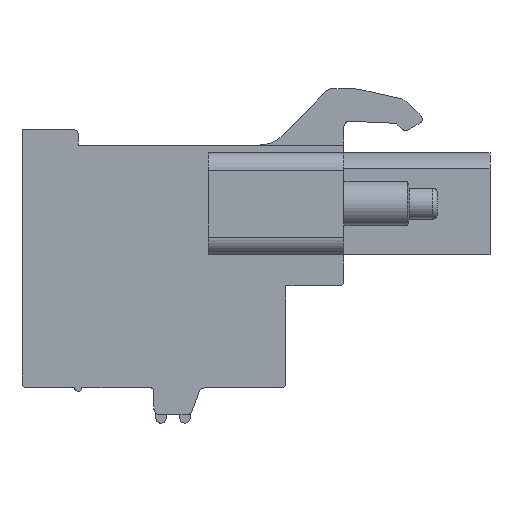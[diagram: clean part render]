
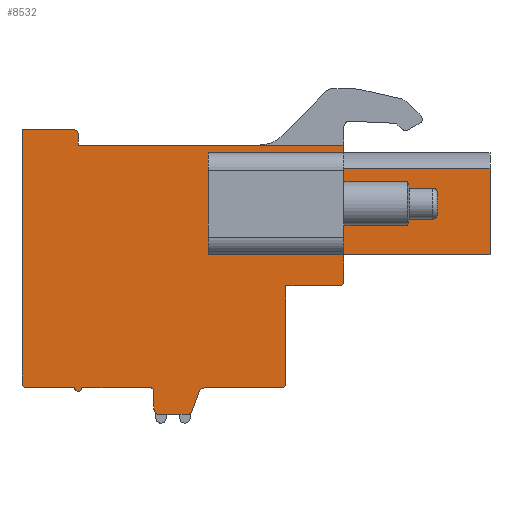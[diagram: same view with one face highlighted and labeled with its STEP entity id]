
A CAD part, left-side view. The second image highlights one B-rep face of the part: STEP entity #8532.
In plain terms, the highlighted planar face has unit normal (-1, 0, 0).
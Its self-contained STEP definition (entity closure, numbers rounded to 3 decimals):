
#1=DIRECTION('',(0.,-1.,0.));
#2=VECTOR('',#1,6.1);
#3=CARTESIAN_POINT('',(0.,2.04,0.73));
#4=LINE('',#3,#2);
#5=DIRECTION('',(0.,0.,1.));
#6=VECTOR('',#5,5.8);
#7=CARTESIAN_POINT('',(0.,-4.06,0.73));
#8=LINE('',#7,#6);
#9=DIRECTION('',(0.,1.,0.));
#10=VECTOR('',#9,6.1);
#11=CARTESIAN_POINT('',(0.,-4.06,6.53));
#12=LINE('',#11,#10);
#13=CARTESIAN_POINT('',(0.,-2.06,-6.54));
#14=DIRECTION('',(1.,0.,0.));
#15=DIRECTION('',(0.,-1.,0.));
#16=AXIS2_PLACEMENT_3D('',#13,#14,#15);
#18=DIRECTION('',(0.,1.,0.));
#19=VECTOR('',#18,4.34);
#20=CARTESIAN_POINT('',(0.,-2.06,-6.84));
#21=LINE('',#20,#19);
#22=CARTESIAN_POINT('',(0.,2.28,-7.14));
#23=DIRECTION('',(-1.,0.,0.));
#24=DIRECTION('',(0.,0.,1.));
#25=AXIS2_PLACEMENT_3D('',#22,#23,#24);
#27=DIRECTION('',(0.,0.345,-0.939));
#28=VECTOR('',#27,1.179);
#29=CARTESIAN_POINT('',(0.,2.562,-7.037));
#30=LINE('',#29,#28);
#31=CARTESIAN_POINT('',(0.,3.25,-8.04));
#32=DIRECTION('',(1.,0.,0.));
#33=DIRECTION('',(0.,-0.939,-0.345));
#34=AXIS2_PLACEMENT_3D('',#31,#32,#33);
#36=DIRECTION('',(0.,1.,0.));
#37=VECTOR('',#36,1.59);
#38=CARTESIAN_POINT('',(0.,3.25,-8.34));
#39=LINE('',#38,#37);
#40=CARTESIAN_POINT('',(0.,4.84,-8.04));
#41=DIRECTION('',(1.,0.,0.));
#42=DIRECTION('',(0.,0.,-1.));
#43=AXIS2_PLACEMENT_3D('',#40,#41,#42);
#45=DIRECTION('',(0.,0.,1.));
#46=VECTOR('',#45,1.);
#47=CARTESIAN_POINT('',(0.,5.14,-8.04));
#48=LINE('',#47,#46);
#49=CARTESIAN_POINT('',(0.,5.34,-7.04));
#50=DIRECTION('',(-1.,0.,0.));
#51=DIRECTION('',(0.,-1.,0.));
#52=AXIS2_PLACEMENT_3D('',#49,#50,#51);
#54=DIRECTION('',(0.,1.,0.));
#55=VECTOR('',#54,3.9);
#56=CARTESIAN_POINT('',(0.,5.34,-6.84));
#57=LINE('',#56,#55);
#58=CARTESIAN_POINT('',(0.,9.44,-6.84));
#59=DIRECTION('',(1.,0.,0.));
#60=DIRECTION('',(0.,-1.,0.));
#61=AXIS2_PLACEMENT_3D('',#58,#59,#60);
#63=DIRECTION('',(0.,1.,0.));
#64=VECTOR('',#63,2.7);
#65=CARTESIAN_POINT('',(0.,9.64,-6.84));
#66=LINE('',#65,#64);
#67=CARTESIAN_POINT('',(0.,12.34,-6.54));
#68=DIRECTION('',(1.,0.,0.));
#69=DIRECTION('',(0.,0.,-1.));
#70=AXIS2_PLACEMENT_3D('',#67,#68,#69);
#72=DIRECTION('',(0.,0.,1.));
#73=VECTOR('',#72,0.5);
#74=CARTESIAN_POINT('',(0.,12.64,-6.54));
#75=LINE('',#74,#73);
#76=DIRECTION('',(0.,0.,1.));
#77=VECTOR('',#76,13.9);
#78=CARTESIAN_POINT('',(0.,12.64,-6.04));
#79=LINE('',#78,#77);
#80=DIRECTION('',(0.,-1.,0.));
#81=VECTOR('',#80,2.9);
#82=CARTESIAN_POINT('',(0.,12.64,7.86));
#83=LINE('',#82,#81);
#84=CARTESIAN_POINT('',(0.,9.74,7.56));
#85=DIRECTION('',(1.,0.,0.));
#86=DIRECTION('',(0.,0.,1.));
#87=AXIS2_PLACEMENT_3D('',#84,#85,#86);
#89=DIRECTION('',(0.,0.,-1.));
#90=VECTOR('',#89,0.6);
#91=CARTESIAN_POINT('',(0.,9.44,7.56));
#92=LINE('',#91,#90);
#93=DIRECTION('',(0.,-1.,0.));
#94=VECTOR('',#93,15.1);
#95=CARTESIAN_POINT('',(0.,9.44,6.96));
#96=LINE('',#95,#94);
#97=DIRECTION('',(0.,0.,-1.));
#98=VECTOR('',#97,1.325);
#99=CARTESIAN_POINT('',(0.,-5.66,6.96));
#100=LINE('',#99,#98);
#101=DIRECTION('',(0.,1.,0.));
#102=VECTOR('',#101,8.3);
#103=CARTESIAN_POINT('',(0.,-13.96,5.635));
#104=LINE('',#103,#102);
#105=DIRECTION('',(0.,1.,0.));
#106=VECTOR('',#105,8.3);
#107=CARTESIAN_POINT('',(0.,-13.96,0.73));
#108=LINE('',#107,#106);
#109=DIRECTION('',(0.,0.,-1.));
#110=VECTOR('',#109,1.47);
#111=CARTESIAN_POINT('',(0.,-5.66,0.73));
#112=LINE('',#111,#110);
#113=CARTESIAN_POINT('',(0.,-5.36,-0.74));
#114=DIRECTION('',(-1.,0.,0.));
#115=DIRECTION('',(0.,0.,-1.));
#116=AXIS2_PLACEMENT_3D('',#113,#114,#115);
#313=DIRECTION('',(0.,0.,1.));
#314=VECTOR('',#313,5.8);
#315=CARTESIAN_POINT('',(0.,2.04,0.73));
#316=LINE('',#315,#314);
#650=DIRECTION('',(0.,-1.,0.));
#651=VECTOR('',#650,3.);
#652=CARTESIAN_POINT('',(0.,-2.36,-1.04));
#653=LINE('',#652,#651);
#1222=DIRECTION('',(0.,0.,1.));
#1223=VECTOR('',#1222,4.905);
#1224=CARTESIAN_POINT('',(0.,-13.96,0.73));
#1225=LINE('',#1224,#1223);
#2163=DIRECTION('',(0.,0.,1.));
#2164=VECTOR('',#2163,5.5);
#2165=CARTESIAN_POINT('',(0.,-2.36,-6.54));
#2166=LINE('',#2165,#2164);
#6457=CARTESIAN_POINT('',(0.,12.34,-6.84));
#6458=CARTESIAN_POINT('',(0.,12.64,-6.54));
#6459=VERTEX_POINT('',#6457);
#6460=VERTEX_POINT('',#6458);
#6461=CARTESIAN_POINT('',(0.,12.64,-6.04));
#6462=VERTEX_POINT('',#6461);
#6463=CARTESIAN_POINT('',(0.,12.64,7.86));
#6464=VERTEX_POINT('',#6463);
#6465=CARTESIAN_POINT('',(0.,9.74,7.86));
#6466=VERTEX_POINT('',#6465);
#6467=CARTESIAN_POINT('',(0.,9.44,7.56));
#6468=VERTEX_POINT('',#6467);
#6469=CARTESIAN_POINT('',(0.,9.44,6.96));
#6470=VERTEX_POINT('',#6469);
#6471=CARTESIAN_POINT('',(0.,-5.66,6.96));
#6472=VERTEX_POINT('',#6471);
#6473=CARTESIAN_POINT('',(0.,-2.36,-6.54));
#6474=CARTESIAN_POINT('',(0.,-2.06,-6.84));
#6475=VERTEX_POINT('',#6473);
#6476=VERTEX_POINT('',#6474);
#6477=CARTESIAN_POINT('',(0.,2.28,-6.84));
#6478=VERTEX_POINT('',#6477);
#6479=CARTESIAN_POINT('',(0.,2.562,-7.037));
#6480=VERTEX_POINT('',#6479);
#6481=CARTESIAN_POINT('',(0.,2.968,-8.143));
#6482=VERTEX_POINT('',#6481);
#6483=CARTESIAN_POINT('',(0.,3.25,-8.34));
#6484=VERTEX_POINT('',#6483);
#6485=CARTESIAN_POINT('',(0.,4.84,-8.34));
#6486=VERTEX_POINT('',#6485);
#6487=CARTESIAN_POINT('',(0.,5.14,-8.04));
#6488=VERTEX_POINT('',#6487);
#6489=CARTESIAN_POINT('',(0.,5.14,-7.04));
#6490=VERTEX_POINT('',#6489);
#6491=CARTESIAN_POINT('',(0.,5.34,-6.84));
#6492=VERTEX_POINT('',#6491);
#6493=CARTESIAN_POINT('',(0.,9.24,-6.84));
#6494=VERTEX_POINT('',#6493);
#6495=CARTESIAN_POINT('',(0.,9.64,-6.84));
#6496=VERTEX_POINT('',#6495);
#6561=CARTESIAN_POINT('',(0.,-13.96,0.73));
#6562=VERTEX_POINT('',#6561);
#6563=CARTESIAN_POINT('',(0.,-5.66,0.73));
#6564=VERTEX_POINT('',#6563);
#6789=CARTESIAN_POINT('',(0.,-13.96,5.635));
#6791=VERTEX_POINT('',#6789);
#8149=CARTESIAN_POINT('',(0.,2.04,0.73));
#8150=CARTESIAN_POINT('',(0.,2.04,6.53));
#8151=VERTEX_POINT('',#8149);
#8152=VERTEX_POINT('',#8150);
#8157=CARTESIAN_POINT('',(0.,-4.06,0.73));
#8159=VERTEX_POINT('',#8157);
#8161=CARTESIAN_POINT('',(0.,-4.06,6.53));
#8163=VERTEX_POINT('',#8161);
#8165=CARTESIAN_POINT('',(0.,-5.66,5.635));
#8166=VERTEX_POINT('',#8165);
#8313=CARTESIAN_POINT('',(0.,-5.36,-1.04));
#8314=CARTESIAN_POINT('',(0.,-5.66,-0.74));
#8315=VERTEX_POINT('',#8313);
#8316=VERTEX_POINT('',#8314);
#8317=CARTESIAN_POINT('',(0.,-2.36,-1.04));
#8318=VERTEX_POINT('',#8317);
#8461=CARTESIAN_POINT('',(0.,0.,0.));
#8462=DIRECTION('',(1.,0.,0.));
#8463=DIRECTION('',(0.,-1.,0.));
#8464=AXIS2_PLACEMENT_3D('',#8461,#8462,#8463);
#8465=PLANE('',#8464);
#8467=ORIENTED_EDGE('',*,*,#8466,.F.);
#8469=ORIENTED_EDGE('',*,*,#8468,.F.);
#8471=ORIENTED_EDGE('',*,*,#8470,.T.);
#8473=ORIENTED_EDGE('',*,*,#8472,.T.);
#8475=ORIENTED_EDGE('',*,*,#8474,.T.);
#8477=ORIENTED_EDGE('',*,*,#8476,.T.);
#8479=ORIENTED_EDGE('',*,*,#8478,.T.);
#8481=ORIENTED_EDGE('',*,*,#8480,.T.);
#8483=ORIENTED_EDGE('',*,*,#8482,.T.);
#8485=ORIENTED_EDGE('',*,*,#8484,.T.);
#8487=ORIENTED_EDGE('',*,*,#8486,.T.);
#8489=ORIENTED_EDGE('',*,*,#8488,.T.);
#8491=ORIENTED_EDGE('',*,*,#8490,.T.);
#8493=ORIENTED_EDGE('',*,*,#8492,.T.);
#8495=ORIENTED_EDGE('',*,*,#8494,.T.);
#8497=ORIENTED_EDGE('',*,*,#8496,.T.);
#8499=ORIENTED_EDGE('',*,*,#8498,.T.);
#8501=ORIENTED_EDGE('',*,*,#8500,.T.);
#8503=ORIENTED_EDGE('',*,*,#8502,.T.);
#8505=ORIENTED_EDGE('',*,*,#8504,.T.);
#8507=ORIENTED_EDGE('',*,*,#8506,.T.);
#8509=ORIENTED_EDGE('',*,*,#8508,.T.);
#8511=ORIENTED_EDGE('',*,*,#8510,.F.);
#8513=ORIENTED_EDGE('',*,*,#8512,.F.);
#8515=ORIENTED_EDGE('',*,*,#8514,.T.);
#8517=ORIENTED_EDGE('',*,*,#8516,.T.);
#8519=ORIENTED_EDGE('',*,*,#8518,.F.);
#8520=EDGE_LOOP('',(#8467,#8469,#8471,#8473,#8475,#8477,#8479,#8481,#8483,#8485,
#8487,#8489,#8491,#8493,#8495,#8497,#8499,#8501,#8503,#8505,#8507,#8509,#8511,
#8513,#8515,#8517,#8519));
#8521=FACE_OUTER_BOUND('',#8520,.F.);
#8523=ORIENTED_EDGE('',*,*,#8522,.T.);
#8525=ORIENTED_EDGE('',*,*,#8524,.T.);
#8527=ORIENTED_EDGE('',*,*,#8526,.T.);
#8529=ORIENTED_EDGE('',*,*,#8528,.F.);
#8530=EDGE_LOOP('',(#8523,#8525,#8527,#8529));
#8531=FACE_BOUND('',#8530,.F.);
#8532=ADVANCED_FACE('',(#8521,#8531),#8465,.F.);
#17=CIRCLE('',#16,0.3);
#26=CIRCLE('',#25,0.3);
#35=CIRCLE('',#34,0.3);
#44=CIRCLE('',#43,0.3);
#53=CIRCLE('',#52,0.2);
#62=CIRCLE('',#61,0.2);
#71=CIRCLE('',#70,0.3);
#88=CIRCLE('',#87,0.3);
#117=CIRCLE('',#116,0.3);
#8466=EDGE_CURVE('',#8318,#8315,#653,.T.);
#8468=EDGE_CURVE('',#6475,#8318,#2166,.T.);
#8470=EDGE_CURVE('',#6475,#6476,#17,.T.);
#8472=EDGE_CURVE('',#6476,#6478,#21,.T.);
#8474=EDGE_CURVE('',#6478,#6480,#26,.T.);
#8476=EDGE_CURVE('',#6480,#6482,#30,.T.);
#8478=EDGE_CURVE('',#6482,#6484,#35,.T.);
#8480=EDGE_CURVE('',#6484,#6486,#39,.T.);
#8482=EDGE_CURVE('',#6486,#6488,#44,.T.);
#8484=EDGE_CURVE('',#6488,#6490,#48,.T.);
#8486=EDGE_CURVE('',#6490,#6492,#53,.T.);
#8488=EDGE_CURVE('',#6492,#6494,#57,.T.);
#8490=EDGE_CURVE('',#6494,#6496,#62,.T.);
#8492=EDGE_CURVE('',#6496,#6459,#66,.T.);
#8494=EDGE_CURVE('',#6459,#6460,#71,.T.);
#8496=EDGE_CURVE('',#6460,#6462,#75,.T.);
#8498=EDGE_CURVE('',#6462,#6464,#79,.T.);
#8500=EDGE_CURVE('',#6464,#6466,#83,.T.);
#8502=EDGE_CURVE('',#6466,#6468,#88,.T.);
#8504=EDGE_CURVE('',#6468,#6470,#92,.T.);
#8506=EDGE_CURVE('',#6470,#6472,#96,.T.);
#8508=EDGE_CURVE('',#6472,#8166,#100,.T.);
#8510=EDGE_CURVE('',#6791,#8166,#104,.T.);
#8512=EDGE_CURVE('',#6562,#6791,#1225,.T.);
#8514=EDGE_CURVE('',#6562,#6564,#108,.T.);
#8516=EDGE_CURVE('',#6564,#8316,#112,.T.);
#8518=EDGE_CURVE('',#8315,#8316,#117,.T.);
#8522=EDGE_CURVE('',#8151,#8159,#4,.T.);
#8524=EDGE_CURVE('',#8159,#8163,#8,.T.);
#8526=EDGE_CURVE('',#8163,#8152,#12,.T.);
#8528=EDGE_CURVE('',#8151,#8152,#316,.T.);
